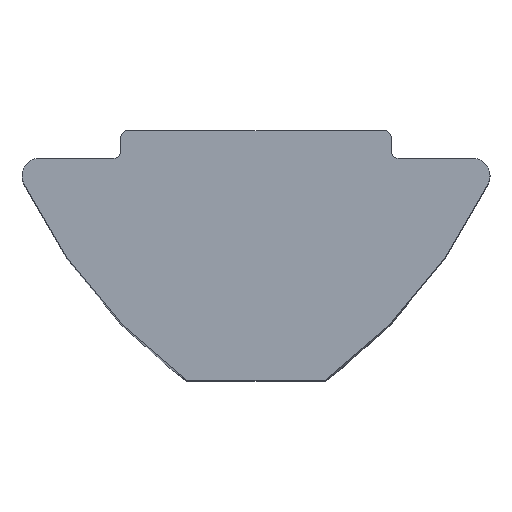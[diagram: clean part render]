
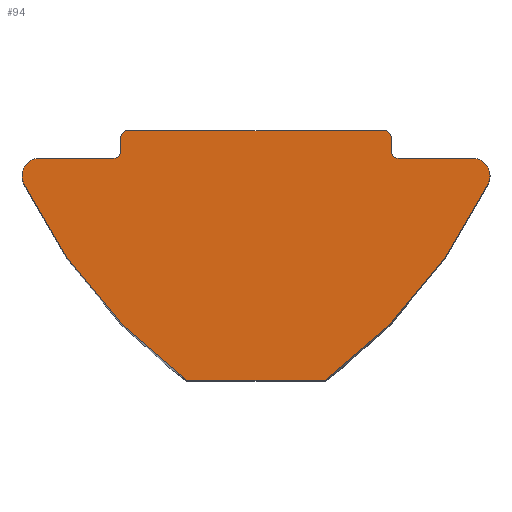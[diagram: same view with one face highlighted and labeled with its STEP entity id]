
A CAD part, top view. The second image highlights one B-rep face of the part: STEP entity #94.
In plain terms, the highlighted planar face has unit normal (0, 0, 1).
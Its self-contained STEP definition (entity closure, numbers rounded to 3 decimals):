
#94=ADVANCED_FACE('',(#146),#147,.T.);
#146=FACE_OUTER_BOUND('',#209,.T.);
#147=PLANE('',#210);
#209=EDGE_LOOP('',(#384,#385,#386,#387,#388,#389,#390,#391,#392,#393,#394,#395,#396,#397,#398,#399));
#210=AXIS2_PLACEMENT_3D('',#400,#401,#402);
#384=ORIENTED_EDGE('',*,*,#553,.T.);
#385=ORIENTED_EDGE('',*,*,#566,.T.);
#386=ORIENTED_EDGE('',*,*,#557,.T.);
#387=ORIENTED_EDGE('',*,*,#567,.T.);
#388=ORIENTED_EDGE('',*,*,#564,.T.);
#389=ORIENTED_EDGE('',*,*,#568,.T.);
#390=ORIENTED_EDGE('',*,*,#531,.T.);
#391=ORIENTED_EDGE('',*,*,#535,.T.);
#392=ORIENTED_EDGE('',*,*,#519,.T.);
#393=ORIENTED_EDGE('',*,*,#537,.T.);
#394=ORIENTED_EDGE('',*,*,#526,.T.);
#395=ORIENTED_EDGE('',*,*,#547,.T.);
#396=ORIENTED_EDGE('',*,*,#548,.T.);
#397=ORIENTED_EDGE('',*,*,#497,.T.);
#398=ORIENTED_EDGE('',*,*,#552,.T.);
#399=ORIENTED_EDGE('',*,*,#569,.T.);
#400=CARTESIAN_POINT('',(-6.25,-1.3,22.0));
#401=DIRECTION('',(0.0,0.0,1.0));
#402=DIRECTION('',(1.0,0.0,0.0));
#497=EDGE_CURVE('',#579,#583,#585,.T.);
#519=EDGE_CURVE('',#625,#626,#627,.T.);
#526=EDGE_CURVE('',#633,#637,#639,.T.);
#531=EDGE_CURVE('',#647,#648,#649,.T.);
#535=EDGE_CURVE('',#648,#625,#655,.T.);
#537=EDGE_CURVE('',#626,#633,#657,.T.);
#547=EDGE_CURVE('',#637,#669,#671,.T.);
#548=EDGE_CURVE('',#669,#579,#672,.T.);
#552=EDGE_CURVE('',#583,#676,#678,.T.);
#553=EDGE_CURVE('',#679,#680,#681,.T.);
#557=EDGE_CURVE('',#687,#688,#689,.T.);
#564=EDGE_CURVE('',#701,#699,#702,.T.);
#566=EDGE_CURVE('',#680,#687,#704,.T.);
#567=EDGE_CURVE('',#688,#701,#705,.T.);
#568=EDGE_CURVE('',#699,#647,#706,.T.);
#569=EDGE_CURVE('',#676,#679,#707,.T.);
#579=VERTEX_POINT('',#717);
#583=VERTEX_POINT('',#722);
#585=CIRCLE('',#725,0.5);
#625=VERTEX_POINT('',#801);
#626=VERTEX_POINT('',#802);
#627=CIRCLE('',#803,0.5);
#633=VERTEX_POINT('',#811);
#637=VERTEX_POINT('',#816);
#639=LINE('',#819,#820);
#647=VERTEX_POINT('',#830);
#648=VERTEX_POINT('',#831);
#649=LINE('',#832,#833);
#655=CIRCLE('',#842,0.5);
#657=CIRCLE('',#844,15.0);
#669=VERTEX_POINT('',#885);
#671=CIRCLE('',#888,15.0);
#672=CIRCLE('',#889,0.5);
#676=VERTEX_POINT('',#894);
#678=LINE('',#897,#898);
#679=VERTEX_POINT('',#899);
#680=VERTEX_POINT('',#900);
#681=LINE('',#901,#902);
#687=VERTEX_POINT('',#911);
#688=VERTEX_POINT('',#912);
#689=LINE('',#913,#914);
#699=VERTEX_POINT('',#928);
#701=VERTEX_POINT('',#931);
#702=LINE('',#932,#933);
#704=CIRCLE('',#936,0.2);
#705=CIRCLE('',#937,0.2);
#706=CIRCLE('',#938,0.2);
#707=CIRCLE('',#939,0.2);
#717=CARTESIAN_POINT('',(6.75,-1.3,22.0));
#722=CARTESIAN_POINT('',(6.25,-0.8,22.0));
#725=AXIS2_PLACEMENT_3D('',#953,#954,#955);
#801=CARTESIAN_POINT('',(-6.75,-1.3,22.0));
#802=CARTESIAN_POINT('',(-6.702,-1.514,22.0));
#803=AXIS2_PLACEMENT_3D('',#990,#991,#992);
#811=CARTESIAN_POINT('',(-2.0,-7.2,22.0));
#816=CARTESIAN_POINT('',(2.0,-7.2,22.0));
#819=CARTESIAN_POINT('',(-2.0,-7.2,22.0));
#820=VECTOR('',#1003,1000.0);
#830=CARTESIAN_POINT('',(-4.1,-0.8,22.0));
#831=CARTESIAN_POINT('',(-6.25,-0.8,22.0));
#832=CARTESIAN_POINT('',(-3.9,-0.8,22.0));
#833=VECTOR('',#1012,1000.0);
#842=AXIS2_PLACEMENT_3D('',#1016,#1017,#1018);
#844=AXIS2_PLACEMENT_3D('',#1022,#1023,#1024);
#885=CARTESIAN_POINT('',(6.702,-1.514,22.0));
#888=AXIS2_PLACEMENT_3D('',#1035,#1036,#1037);
#889=AXIS2_PLACEMENT_3D('',#1038,#1039,#1040);
#894=CARTESIAN_POINT('',(4.1,-0.8,22.0));
#897=CARTESIAN_POINT('',(3.9,-0.8,22.0));
#898=VECTOR('',#1046,1000.0);
#899=CARTESIAN_POINT('',(3.9,-0.6,22.0));
#900=CARTESIAN_POINT('',(3.9,-0.2,22.0));
#901=CARTESIAN_POINT('',(3.9,0.,22.0));
#902=VECTOR('',#1047,1000.0);
#911=CARTESIAN_POINT('',(3.7,0.,22.0));
#912=CARTESIAN_POINT('',(-3.7,0.,22.0));
#913=CARTESIAN_POINT('',(3.9,0.,22.0));
#914=VECTOR('',#1051,1000.0);
#928=CARTESIAN_POINT('',(-3.9,-0.6,22.0));
#931=CARTESIAN_POINT('',(-3.9,-0.2,22.0));
#932=CARTESIAN_POINT('',(-3.9,0.,22.0));
#933=VECTOR('',#1060,1000.0);
#936=AXIS2_PLACEMENT_3D('',#1062,#1063,#1064);
#937=AXIS2_PLACEMENT_3D('',#1065,#1066,#1067);
#938=AXIS2_PLACEMENT_3D('',#1068,#1069,#1070);
#939=AXIS2_PLACEMENT_3D('',#1071,#1072,#1073);
#953=CARTESIAN_POINT('',(6.25,-1.3,22.0));
#954=DIRECTION('',(0.0,0.0,1.0));
#955=DIRECTION('',(-1.0,0.0,0.0));
#990=CARTESIAN_POINT('',(-6.25,-1.3,22.0));
#991=DIRECTION('',(0.0,0.0,1.0));
#992=DIRECTION('',(1.0,0.0,0.0));
#1003=DIRECTION('',(1.0,0.,0.0));
#1012=DIRECTION('',(-1.0,0.,0.0));
#1016=CARTESIAN_POINT('',(-6.25,-1.3,22.0));
#1017=DIRECTION('',(0.0,0.0,1.0));
#1018=DIRECTION('',(1.0,0.0,0.0));
#1022=CARTESIAN_POINT('',(6.854,4.908,22.0));
#1023=DIRECTION('',(0.0,0.0,1.0));
#1024=DIRECTION('',(1.0,0.0,0.0));
#1035=CARTESIAN_POINT('',(-6.854,4.908,22.0));
#1036=DIRECTION('',(0.0,0.0,1.0));
#1037=DIRECTION('',(-1.0,0.0,0.0));
#1038=CARTESIAN_POINT('',(6.25,-1.3,22.0));
#1039=DIRECTION('',(0.0,0.0,1.0));
#1040=DIRECTION('',(-1.0,0.0,0.0));
#1046=DIRECTION('',(-1.0,0.,-0.0));
#1047=DIRECTION('',(-0.0,1.0,-0.0));
#1051=DIRECTION('',(-1.0,0.,0.0));
#1060=DIRECTION('',(0.0,-1.0,0.0));
#1062=CARTESIAN_POINT('',(3.7,-0.2,22.0));
#1063=DIRECTION('',(0.0,0.0,1.0));
#1064=DIRECTION('',(1.0,0.0,0.0));
#1065=CARTESIAN_POINT('',(-3.7,-0.2,22.0));
#1066=DIRECTION('',(0.0,0.0,1.0));
#1067=DIRECTION('',(1.0,0.0,0.0));
#1068=CARTESIAN_POINT('',(-4.1,-0.6,22.0));
#1069=DIRECTION('',(0.0,0.0,-1.0));
#1070=DIRECTION('',(1.0,0.0,0.0));
#1071=CARTESIAN_POINT('',(4.1,-0.6,22.0));
#1072=DIRECTION('',(0.0,0.0,-1.0));
#1073=DIRECTION('',(1.0,0.0,0.0));
